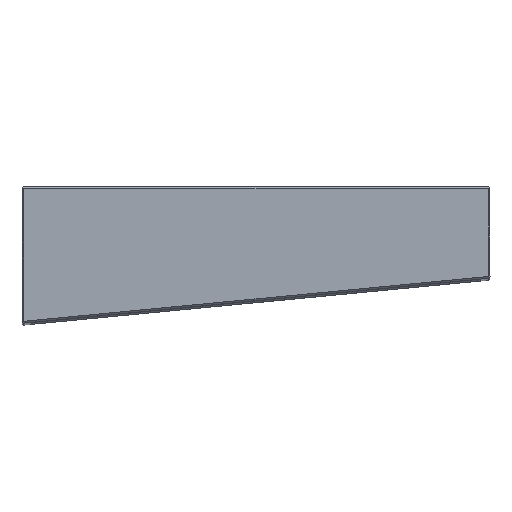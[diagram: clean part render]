
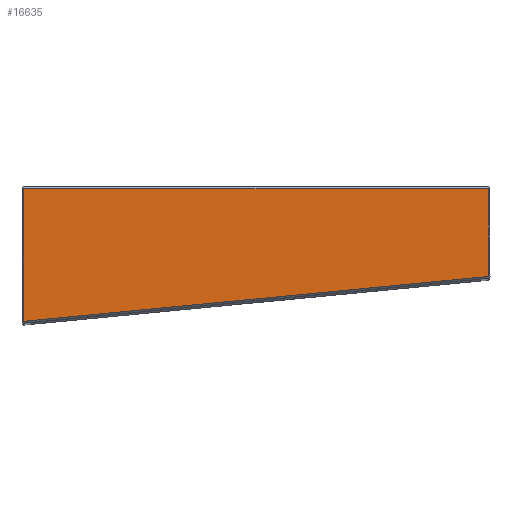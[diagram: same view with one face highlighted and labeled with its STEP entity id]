
A CAD part, top view. The second image highlights one B-rep face of the part: STEP entity #16635.
In plain terms, the highlighted planar face has unit normal (0, 0, 1).
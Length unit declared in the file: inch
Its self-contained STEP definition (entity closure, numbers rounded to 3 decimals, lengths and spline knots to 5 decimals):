
#357=PLANE('',#18338);
#1595=FACE_OUTER_BOUND('',#2617,.T.);
#2617=EDGE_LOOP('',(#14941,#14942,#14943,#14944));
#4456=LINE('',#28233,#6076);
#4461=LINE('',#28243,#6081);
#4465=LINE('',#28250,#6085);
#4466=LINE('',#28251,#6086);
#6076=VECTOR('',#23009,0.03937);
#6081=VECTOR('',#23016,0.03937);
#6085=VECTOR('',#23022,0.03937);
#6086=VECTOR('',#23023,0.03937);
#8610=VERTEX_POINT('',#28230);
#8611=VERTEX_POINT('',#28232);
#8615=VERTEX_POINT('',#28242);
#8617=VERTEX_POINT('',#28249);
#11054=EDGE_CURVE('',#8610,#8611,#4456,.T.);
#11059=EDGE_CURVE('',#8611,#8615,#4461,.T.);
#11063=EDGE_CURVE('',#8617,#8610,#4465,.T.);
#11064=EDGE_CURVE('',#8615,#8617,#4466,.T.);
#14941=ORIENTED_EDGE('',*,*,#11054,.F.);
#14942=ORIENTED_EDGE('',*,*,#11063,.F.);
#14943=ORIENTED_EDGE('',*,*,#11064,.F.);
#14944=ORIENTED_EDGE('',*,*,#11059,.F.);
#16635=ADVANCED_FACE('',(#1595),#357,.T.);
#18338=AXIS2_PLACEMENT_3D('',#28248,#23020,#23021);
#23009=DIRECTION('',(0.,1.,0.));
#23016=DIRECTION('',(1.,0.,0.));
#23020=DIRECTION('center_axis',(0.,0.,
1.));
#23021=DIRECTION('ref_axis',(0.995,0.096,0.));
#23022=DIRECTION('',(-0.995,-0.096,0.));
#23023=DIRECTION('',(0.,-1.,0.));
#28230=CARTESIAN_POINT('',(1.87704,-1.46198,13.05409));
#28232=CARTESIAN_POINT('',(1.87704,-0.01969,13.05409));
#28233=CARTESIAN_POINT('',(1.87704,-1.46198,13.05409));
#28242=CARTESIAN_POINT('',(6.92623,-0.01969,13.05409));
#28243=CARTESIAN_POINT('',(1.87704,-0.01969,13.05409));
#28248=CARTESIAN_POINT('Origin',(6.92627,-0.74083,13.05409));
#28249=CARTESIAN_POINT('',(6.92623,-0.97413,13.05409));
#28250=CARTESIAN_POINT('',(6.92623,-0.97413,13.05409));
#28251=CARTESIAN_POINT('',(6.92623,-0.01969,13.05409));
